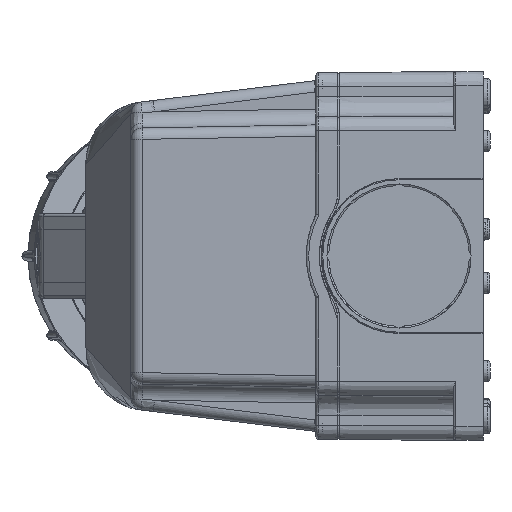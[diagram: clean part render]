
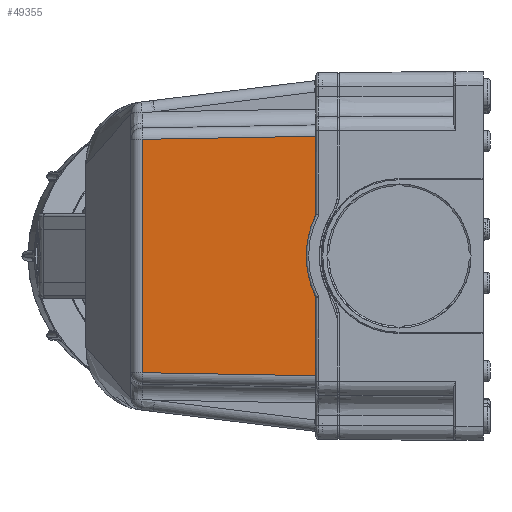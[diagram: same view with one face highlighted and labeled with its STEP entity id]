
A CAD part, left-side view. The second image highlights one B-rep face of the part: STEP entity #49355.
In plain terms, the highlighted planar face has unit normal (-1, 0.018, 0).
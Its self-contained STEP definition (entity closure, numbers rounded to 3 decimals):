
#1788 = VECTOR ( 'NONE', #19215, 1000. ) ;
#2233 = ORIENTED_EDGE ( 'NONE', *, *, #86280, .T. ) ;
#2712 = EDGE_CURVE ( 'NONE', #107120, #22410, #28138, .T. ) ;
#3266 = VECTOR ( 'NONE', #121019, 1000. ) ;
#3322 = CARTESIAN_POINT ( 'NONE',  ( -126.868, 72.5, -52.619 ) ) ;
#3909 = CARTESIAN_POINT ( 'NONE',  ( -126.868, 72.5, -57.618 ) ) ;
#4652 = CARTESIAN_POINT ( 'NONE',  ( -125.534, 148.927, -56.198 ) ) ;
#8799 = CARTESIAN_POINT ( 'NONE',  ( -126.793, 76.798, -1.568 ) ) ;
#11728 = CARTESIAN_POINT ( 'NONE',  ( -126.801, 76.325, 6.243 ) ) ;
#12792 = VERTEX_POINT ( 'NONE', #16789 ) ;
#12952 = VECTOR ( 'NONE', #65128, 1000. ) ;
#13265 = DIRECTION ( 'NONE',  ( -1., 0.017, 0. ) ) ;
#14036 = LINE ( 'NONE', #44911, #110365 ) ;
#16789 = CARTESIAN_POINT ( 'NONE',  ( -126.868, 72.5, -18.229 ) ) ;
#17475 = ORIENTED_EDGE ( 'NONE', *, *, #18304, .T. ) ;
#18304 = EDGE_CURVE ( 'NONE', #86478, #63545, #118956, .T. ) ;
#19215 = DIRECTION ( 'NONE',  ( 0., 0., 1. ) ) ;
#21094 = CARTESIAN_POINT ( 'NONE',  ( -126.809, 75.895, 8.575 ) ) ;
#21274 = VERTEX_POINT ( 'NONE', #107796 ) ;
#22410 = VERTEX_POINT ( 'NONE', #118108 ) ;
#23167 = VERTEX_POINT ( 'NONE', #3322 ) ;
#26649 = DIRECTION ( 'NONE',  ( -0.017, -1., -0.017 ) ) ;
#28138 = LINE ( 'NONE', #55792, #3266 ) ;
#29774 = EDGE_CURVE ( 'NONE', #22410, #21274, #62885, .T. ) ;
#30138 = CARTESIAN_POINT ( 'NONE',  ( -126.793, 76.798, 1.566 ) ) ;
#30556 = CARTESIAN_POINT ( 'NONE',  ( -126.843, 73.918, 15.389 ) ) ;
#33742 = AXIS2_PLACEMENT_3D ( 'NONE', #3909, #13265, #78585 ) ;
#36530 = CARTESIAN_POINT ( 'NONE',  ( -126.868, 72.5, -18.229 ) ) ;
#38924 = ORIENTED_EDGE ( 'NONE', *, *, #101982, .T. ) ;
#40782 = CARTESIAN_POINT ( 'NONE',  ( -126.793, 76.798, 0. ) ) ;
#44911 = CARTESIAN_POINT ( 'NONE',  ( -126.869, 72.413, -52.62 ) ) ;
#45888 = CARTESIAN_POINT ( 'NONE',  ( -126.809, 75.886, -8.614 ) ) ;
#48502 = FACE_OUTER_BOUND ( 'NONE', #74096, .T. ) ;
#48845 = CARTESIAN_POINT ( 'NONE',  ( -126.793, 76.798, 0. ) ) ;
#49314 = ORIENTED_EDGE ( 'NONE', *, *, #2712, .T. ) ;
#49355 = ADVANCED_FACE ( 'NONE', ( #48502 ), #69196, .T. ) ;
#51404 = LINE ( 'NONE', #119965, #1788 ) ;
#55300 = CARTESIAN_POINT ( 'NONE',  ( -126.801, 76.318, -6.29 ) ) ;
#55792 = CARTESIAN_POINT ( 'NONE',  ( -126.834, 74.423, 52.585 ) ) ;
#58232 = CARTESIAN_POINT ( 'NONE',  ( -126.794, 76.708, 3.128 ) ) ;
#60935 = DIRECTION ( 'NONE',  ( 0., 0., -1. ) ) ;
#62885 = LINE ( 'NONE', #4652, #87693 ) ;
#63545 = VERTEX_POINT ( 'NONE', #119688 ) ;
#64705 = CARTESIAN_POINT ( 'NONE',  ( -126.794, 76.708, -3.14 ) ) ;
#65128 = DIRECTION ( 'NONE',  ( 0., 0., 1. ) ) ;
#66085 = CARTESIAN_POINT ( 'NONE',  ( -126.868, 72.5, 52.619 ) ) ;
#67217 = B_SPLINE_CURVE_WITH_KNOTS ( 'NONE', 3,
 ( #36530, #92441, #101777, #45888, #111168, #55300, #120534, #64705, #8799, #74116 ),
 .UNSPECIFIED., .F., .F.,
 ( 4, 2, 2, 2, 4 ),
 ( 0., 0.009, 0.012, 0.014, 0.019 ),
 .UNSPECIFIED. ) ;
#67640 = CARTESIAN_POINT ( 'NONE',  ( -126.799, 76.438, 5.465 ) ) ;
#69196 = PLANE ( 'NONE',  #33742 ) ;
#73916 = EDGE_CURVE ( 'NONE', #21274, #23167, #14036, .T. ) ;
#74096 = EDGE_LOOP ( 'NONE', ( #2233, #77810, #17475, #38924, #49314, #119012, #98874 ) ) ;
#74116 = CARTESIAN_POINT ( 'NONE',  ( -126.793, 76.798, 0. ) ) ;
#77035 = CARTESIAN_POINT ( 'NONE',  ( -126.806, 76.054, 7.797 ) ) ;
#77810 = ORIENTED_EDGE ( 'NONE', *, *, #119654, .T. ) ;
#78585 = DIRECTION ( 'NONE',  ( -0.017, -1., 0. ) ) ;
#86280 = EDGE_CURVE ( 'NONE', #23167, #12792, #51404, .T. ) ;
#86409 = CARTESIAN_POINT ( 'NONE',  ( -126.824, 74.988, 12.428 ) ) ;
#86478 = VERTEX_POINT ( 'NONE', #40782 ) ;
#87693 = VECTOR ( 'NONE', #60935, 1000. ) ;
#92441 = CARTESIAN_POINT ( 'NONE',  ( -126.843, 73.92, -15.385 ) ) ;
#95736 = CARTESIAN_POINT ( 'NONE',  ( -126.868, 72.5, 18.229 ) ) ;
#98874 = ORIENTED_EDGE ( 'NONE', *, *, #73916, .T. ) ;
#101777 = CARTESIAN_POINT ( 'NONE',  ( -126.824, 74.984, -12.434 ) ) ;
#101982 = EDGE_CURVE ( 'NONE', #63545, #107120, #112219, .T. ) ;
#107120 = VERTEX_POINT ( 'NONE', #66085 ) ;
#107796 = CARTESIAN_POINT ( 'NONE',  ( -125.534, 148.927, -51.284 ) ) ;
#110365 = VECTOR ( 'NONE', #26649, 1000. ) ;
#111168 = CARTESIAN_POINT ( 'NONE',  ( -126.806, 76.045, -7.844 ) ) ;
#111581 = CARTESIAN_POINT ( 'NONE',  ( -126.868, 72.5, -57.618 ) ) ;
#112219 = LINE ( 'NONE', #111581, #12952 ) ;
#118108 = CARTESIAN_POINT ( 'NONE',  ( -125.534, 148.927, 51.284 ) ) ;
#118956 = B_SPLINE_CURVE_WITH_KNOTS ( 'NONE', 3,
 ( #48845, #30138, #58232, #67640, #11728, #77035, #21094, #86409, #30556, #95736 ),
 .UNSPECIFIED., .F., .F.,
 ( 4, 2, 2, 2, 4 ),
 ( 0.019, 0.023, 0.026, 0.028, 0.038 ),
 .UNSPECIFIED. ) ;
#119012 = ORIENTED_EDGE ( 'NONE', *, *, #29774, .T. ) ;
#119654 = EDGE_CURVE ( 'NONE', #12792, #86478, #67217, .T. ) ;
#119688 = CARTESIAN_POINT ( 'NONE',  ( -126.868, 72.5, 18.229 ) ) ;
#119965 = CARTESIAN_POINT ( 'NONE',  ( -126.868, 72.5, -57.618 ) ) ;
#120534 = CARTESIAN_POINT ( 'NONE',  ( -126.799, 76.433, -5.504 ) ) ;
#121019 = DIRECTION ( 'NONE',  ( 0.017, 1., -0.017 ) ) ;
